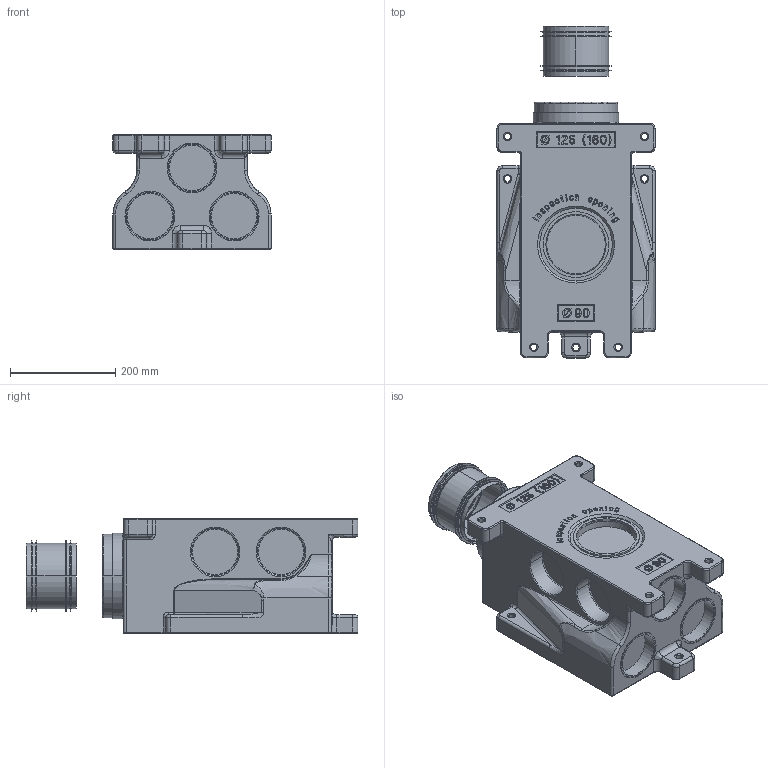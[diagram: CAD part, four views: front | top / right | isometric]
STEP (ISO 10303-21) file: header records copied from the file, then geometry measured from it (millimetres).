
FILE_DESCRIPTION(('FreeCAD Model'),'2;1');
FILE_NAME( 'Dummy_Luftverteiler_MF_VK90_7.step', '2016-06-16T07:12:29',('Author'),(''), 'Open CASCADE STEP processor 6.8','FreeCAD','Unknown');
FILE_SCHEMA(('AUTOMOTIVE_DESIGN_CC2 { 1 2 10303 214 -1 1 5 4 }'));
Products named in the file (1): Dummy_Luftverteiler_MF_VK90_7
Bounding box: 300 x 630 x 217.5 mm (x, y, z)
Volume: 18712971.3 mm3; surface area: 975910.2 mm2
Topology: 9 solids, 9 shells, 2938 faces, 8186 edges, 5394 vertices
Faces by surface type: bspline 2938
Entity records: 219113 total; most frequent: CARTESIAN_POINT 95696, B_SPLINE_CURVE_WITH_KNOTS 16497, ORIENTED_EDGE 16360, PCURVE 16360, DEFINITIONAL_REPRESENTATION 16360, DIRECTION 8484, EDGE_CURVE 8180, SURFACE_CURVE 8180
